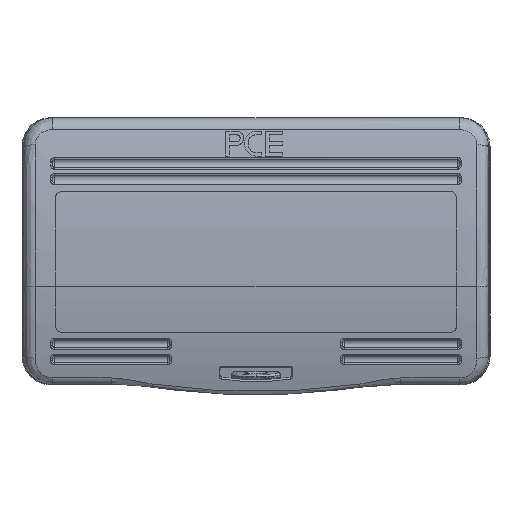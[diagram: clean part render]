
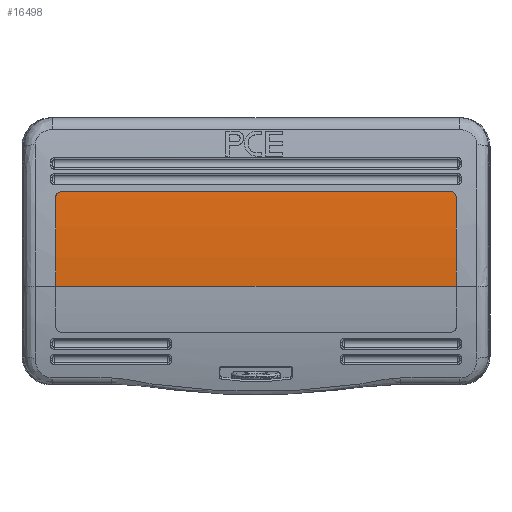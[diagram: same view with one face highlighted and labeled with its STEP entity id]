
A CAD part, top view. The second image highlights one B-rep face of the part: STEP entity #16498.
In plain terms, the highlighted cylindrical face has radius 210 mm (diameter 420 mm), a partial arc.
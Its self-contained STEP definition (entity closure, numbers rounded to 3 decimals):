
#13 = CARTESIAN_POINT ( 'NONE',  ( -67.75, 20.75, 25.275 ) ) ;
#71 = CARTESIAN_POINT ( 'NONE',  ( -68.638, 20.547, 25.295 ) ) ;
#707 = CARTESIAN_POINT ( 'NONE',  ( 67.75, 20.75, 25.275 ) ) ;
#726 = CARTESIAN_POINT ( 'NONE',  ( 68.015, 20.75, 25.275 ) ) ;
#767 = CARTESIAN_POINT ( 'NONE',  ( 68.278, 20.697, 25.28 ) ) ;
#789 = CARTESIAN_POINT ( 'NONE',  ( 68.639, 20.546, 25.295 ) ) ;
#849 = CARTESIAN_POINT ( 'NONE',  ( 68.755, 20.484, 25.301 ) ) ;
#905 = CARTESIAN_POINT ( 'NONE',  ( 68.974, 20.337, 25.315 ) ) ;
#964 = CARTESIAN_POINT ( 'NONE',  ( 69.074, 20.255, 25.323 ) ) ;
#1020 = CARTESIAN_POINT ( 'NONE',  ( 69.258, 20.07, 25.341 ) ) ;
#1078 = CARTESIAN_POINT ( 'NONE',  ( 69.343, 19.967, 25.351 ) ) ;
#1132 = CARTESIAN_POINT ( 'NONE',  ( 69.487, 19.75, 25.371 ) ) ;
#1188 = CARTESIAN_POINT ( 'NONE',  ( 69.548, 19.635, 25.382 ) ) ;
#1249 = CARTESIAN_POINT ( 'NONE',  ( 69.648, 19.393, 25.405 ) ) ;
#1300 = CARTESIAN_POINT ( 'NONE',  ( 69.687, 19.266, 25.417 ) ) ;
#1350 = CARTESIAN_POINT ( 'NONE',  ( 69.737, 19.011, 25.44 ) ) ;
#1393 = CARTESIAN_POINT ( 'NONE',  ( -68.97, 20.34, 25.315 ) ) ;
#1782 = CARTESIAN_POINT ( 'NONE',  ( 69.75, 18.75, 25.463 ) ) ;
#1976 = CARTESIAN_POINT ( 'NONE',  ( 69.75, 18.882, 25.452 ) ) ;
#2670 = CARTESIAN_POINT ( 'NONE',  ( -69.349, 19.979, 25.35 ) ) ;
#2862 = CARTESIAN_POINT ( 'NONE',  ( -67.75, 20.75, 25.275 ) ) ;
#3051 = VERTEX_POINT ( 'NONE', #5052 ) ;
#3169 = DIRECTION ( 'NONE',  ( -1., 0., 0. ) ) ;
#3663 = CIRCLE ( 'NONE', #7998, 210. ) ;
#3804 = CARTESIAN_POINT ( 'NONE',  ( -69.75, -12.25, 25.945 ) ) ;
#3908 = CARTESIAN_POINT ( 'NONE',  ( -69.697, 19.276, 25.416 ) ) ;
#4032 = VERTEX_POINT ( 'NONE', #2862 ) ;
#4195 = CARTESIAN_POINT ( 'NONE',  ( -69.75, 18.75, 25.463 ) ) ;
#5052 = CARTESIAN_POINT ( 'NONE',  ( 69.75, 18.75, 25.463 ) ) ;
#5210 = CARTESIAN_POINT ( 'NONE',  ( -69.75, 18.75, 25.463 ) ) ;
#5828 = DIRECTION ( 'NONE',  ( 0., 0., -1. ) ) ;
#6459 = CARTESIAN_POINT ( 'NONE',  ( -68.012, 20.737, 25.276 ) ) ;
#7038 = CARTESIAN_POINT ( 'NONE',  ( 67.75, 20.75, 25.275 ) ) ;
#7092 = EDGE_LOOP ( 'NONE', ( #8043, #9209, #9750, #11239, #11799, #12092 ) ) ;
#7135 = CARTESIAN_POINT ( 'NONE',  ( -150., 0., -183.698 ) ) ;
#7447 = LINE ( 'NONE', #15263, #14664 ) ;
#7814 = CARTESIAN_POINT ( 'NONE',  ( -68.396, 20.647, 25.285 ) ) ;
#7998 = AXIS2_PLACEMENT_3D ( 'NONE', #11131, #3169, #12510 ) ;
#8043 = ORIENTED_EDGE ( 'NONE', *, *, #14927, .T. ) ;
#8389 = VECTOR ( 'NONE', #11329, 1000. ) ;
#8438 = LINE ( 'NONE', #12331, #8389 ) ;
#8568 = DIRECTION ( 'NONE',  ( 0., 1., 0. ) ) ;
#8629 = DIRECTION ( 'NONE',  ( 1., 0., 0. ) ) ;
#8664 = CIRCLE ( 'NONE', #15012, 210. ) ;
#8687 = CARTESIAN_POINT ( 'NONE',  ( -69.75, 0., -183.698 ) ) ;
#8692 = VERTEX_POINT ( 'NONE', #10835 ) ;
#9206 = CARTESIAN_POINT ( 'NONE',  ( -68.753, 20.485, 25.301 ) ) ;
#9209 = ORIENTED_EDGE ( 'NONE', *, *, #10056, .T. ) ;
#9481 = EDGE_CURVE ( 'NONE', #16027, #4032, #7447, .T. ) ;
#9750 = ORIENTED_EDGE ( 'NONE', *, *, #10280, .T. ) ;
#10056 = EDGE_CURVE ( 'NONE', #10400, #14911, #8664, .T. ) ;
#10280 = EDGE_CURVE ( 'NONE', #14911, #8692, #8438, .T. ) ;
#10400 = VERTEX_POINT ( 'NONE', #4195 ) ;
#10522 = EDGE_CURVE ( 'NONE', #3051, #16027, #11695, .T. ) ;
#10533 = CARTESIAN_POINT ( 'NONE',  ( -67.882, 20.75, 25.275 ) ) ;
#10585 = CARTESIAN_POINT ( 'NONE',  ( -69.073, 20.255, 25.323 ) ) ;
#10835 = CARTESIAN_POINT ( 'NONE',  ( 69.75, -12.25, 25.945 ) ) ;
#10888 = B_SPLINE_CURVE_WITH_KNOTS ( 'NONE', 3,
 ( #13, #10533, #6459, #15982, #7814, #71, #9206, #1393, #10585, #2670, #11988, #3908, #13354, #5210 ),
 .UNSPECIFIED., .F., .F.,
 ( 4, 2, 2, 2, 2, 2, 4 ),
 ( 0., 0., 0.001, 0.001, 0.002, 0.002, 0.003 ),
 .UNSPECIFIED. ) ;
#11131 = CARTESIAN_POINT ( 'NONE',  ( 69.75, 0., -183.698 ) ) ;
#11239 = ORIENTED_EDGE ( 'NONE', *, *, #13131, .T. ) ;
#11329 = DIRECTION ( 'NONE',  ( 1., 0., 0. ) ) ;
#11695 = B_SPLINE_CURVE_WITH_KNOTS ( 'NONE', 3,
 ( #1782, #1976, #1350, #1300, #1249, #1188, #1132, #1078, #1020, #964, #905, #849, #789, #767, #726, #707 ),
 .UNSPECIFIED., .F., .F.,
 ( 4, 2, 2, 2, 2, 2, 2, 4 ),
 ( 0., 0., 0.001, 0.001, 0.002, 0.002, 0.002, 0.003 ),
 .UNSPECIFIED. ) ;
#11799 = ORIENTED_EDGE ( 'NONE', *, *, #10522, .T. ) ;
#11988 = CARTESIAN_POINT ( 'NONE',  ( -69.498, 19.756, 25.371 ) ) ;
#12092 = ORIENTED_EDGE ( 'NONE', *, *, #9481, .T. ) ;
#12331 = CARTESIAN_POINT ( 'NONE',  ( -150., -12.25, 25.945 ) ) ;
#12510 = DIRECTION ( 'NONE',  ( 0., -1., 0. ) ) ;
#13131 = EDGE_CURVE ( 'NONE', #8692, #3051, #3663, .T. ) ;
#13354 = CARTESIAN_POINT ( 'NONE',  ( -69.75, 19.014, 25.44 ) ) ;
#14638 = CYLINDRICAL_SURFACE ( 'NONE', #16864, 210. ) ;
#14664 = VECTOR ( 'NONE', #14805, 1000. ) ;
#14670 = FACE_OUTER_BOUND ( 'NONE', #7092, .T. ) ;
#14805 = DIRECTION ( 'NONE',  ( -1., 0., 0. ) ) ;
#14911 = VERTEX_POINT ( 'NONE', #3804 ) ;
#14927 = EDGE_CURVE ( 'NONE', #4032, #10400, #10888, .T. ) ;
#15012 = AXIS2_PLACEMENT_3D ( 'NONE', #8687, #8629, #8568 ) ;
#15263 = CARTESIAN_POINT ( 'NONE',  ( -150., 20.75, 25.275 ) ) ;
#15324 = DIRECTION ( 'NONE',  ( 1., 0., 0. ) ) ;
#15982 = CARTESIAN_POINT ( 'NONE',  ( -68.268, 20.686, 25.281 ) ) ;
#16027 = VERTEX_POINT ( 'NONE', #7038 ) ;
#16498 = ADVANCED_FACE ( 'NONE', ( #14670 ), #14638, .T. ) ;
#16864 = AXIS2_PLACEMENT_3D ( 'NONE', #7135, #15324, #5828 ) ;
